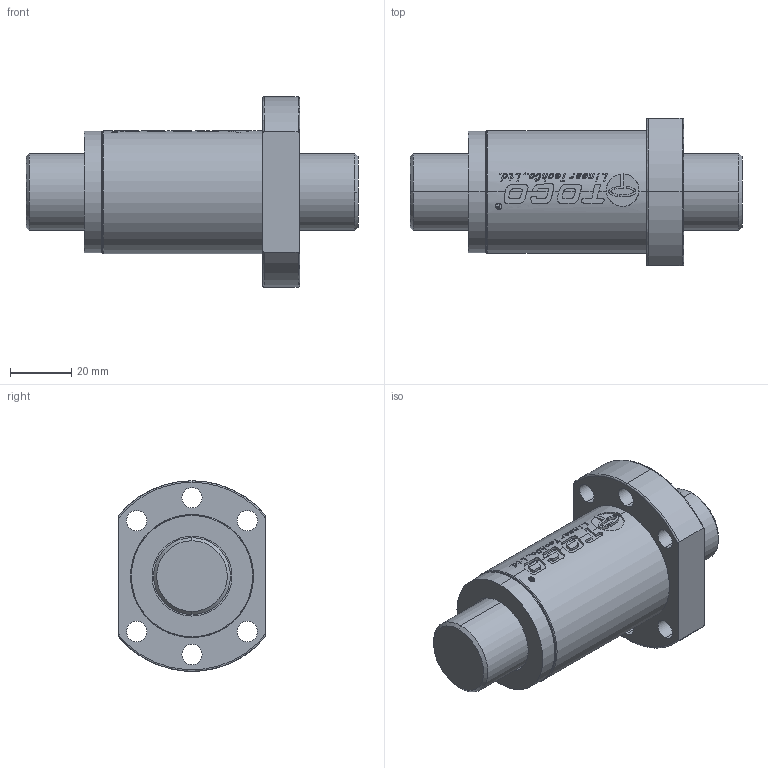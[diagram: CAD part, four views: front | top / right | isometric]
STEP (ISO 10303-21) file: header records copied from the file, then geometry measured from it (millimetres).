
FILE_DESCRIPTION (( 'STEP AP203' ), '1' );
FILE_NAME ('SFS02525.STEP', '2019-04-04T06:47:14', ( '' ), ( '' ), 'SwSTEP 2.0', 'SolidWorks 2015', '' );
FILE_SCHEMA (( 'CONFIG_CONTROL_DESIGN' ));
Length unit declared in the file: millimetre
Products named in the file (1): SFS02525
Bounding box: 108 x 48 x 61.94 mm (x, y, z)
Volume: 121798.3 mm3; surface area: 34774.9 mm2
Topology: 4 solids, 4 shells, 695 faces, 1950 edges, 1298 vertices
Faces by surface type: plane 609, cylinder 53, bspline 29, cone 4
Entity records: 24179 total; most frequent: CARTESIAN_POINT 7716, ORIENTED_EDGE 3900, DIRECTION 2828, EDGE_CURVE 1950, VERTEX_POINT 1298, LINE 1290, VECTOR 1290, AXIS2_PLACEMENT_3D 769
